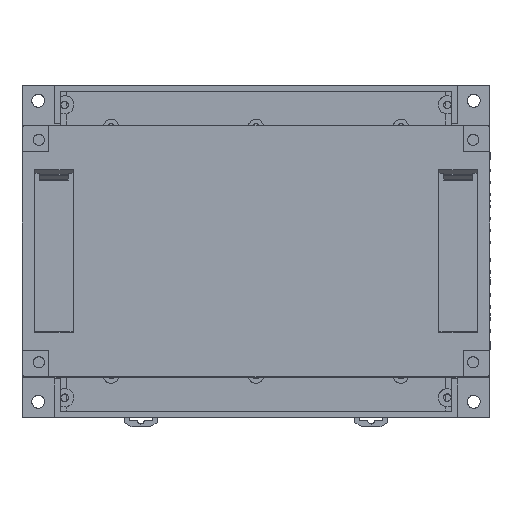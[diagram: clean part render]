
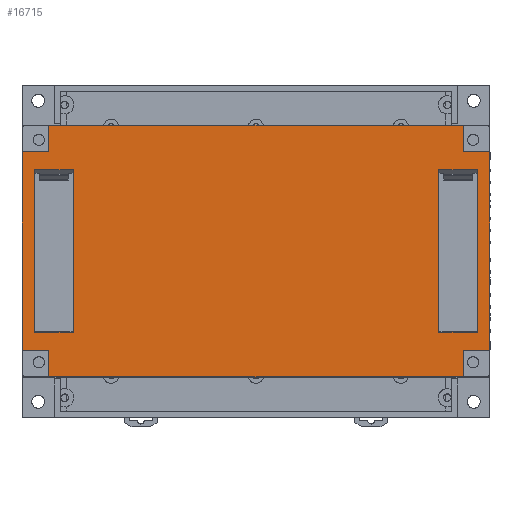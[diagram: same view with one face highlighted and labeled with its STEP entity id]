
A CAD part, top view. The second image highlights one B-rep face of the part: STEP entity #16715.
In plain terms, the highlighted free-form (B-spline) face has degree [1, 1] with [2, 2] control points.
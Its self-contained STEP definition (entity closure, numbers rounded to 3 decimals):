
#12894 = VERTEX_POINT('',#12895);
#12895 = CARTESIAN_POINT('',(-69.702,31.02,
    69.126));
#12915 = VERTEX_POINT('',#12916);
#12916 = CARTESIAN_POINT('',(-69.702,-31.02,
    69.126));
#12921 = EDGE_CURVE('',#12915,#12894,#12922,.T.);
#12922 = B_SPLINE_CURVE_WITH_KNOTS('',1,(#12923,#12924),.UNSPECIFIED.,
  .F.,.F.,(2,2),(0.,53.85),.PIECEWISE_BEZIER_KNOTS.);
#12923 = CARTESIAN_POINT('',(-69.702,-31.02,
    69.126));
#12924 = CARTESIAN_POINT('',(-69.702,31.02,
    69.126));
#12951 = VERTEX_POINT('',#12952);
#12952 = CARTESIAN_POINT('',(-84.564,31.02,
    69.126));
#12957 = EDGE_CURVE('',#12951,#12958,#12960,.T.);
#12958 = VERTEX_POINT('',#12959);
#12959 = CARTESIAN_POINT('',(-84.564,-31.02,
    69.126));
#12960 = B_SPLINE_CURVE_WITH_KNOTS('',1,(#12961,#12962),.UNSPECIFIED.,
  .F.,.F.,(2,2),(-53.85,-0.),.PIECEWISE_BEZIER_KNOTS.);
#12961 = CARTESIAN_POINT('',(-84.564,31.02,
    69.126));
#12962 = CARTESIAN_POINT('',(-84.564,-31.02,
    69.126));
#12984 = EDGE_CURVE('',#12894,#12951,#12985,.T.);
#12985 = B_SPLINE_CURVE_WITH_KNOTS('',1,(#12986,#12987),.UNSPECIFIED.,
  .F.,.F.,(2,2),(-12.9,-0.),.PIECEWISE_BEZIER_KNOTS.);
#12986 = CARTESIAN_POINT('',(-69.702,31.02,
    69.126));
#12987 = CARTESIAN_POINT('',(-84.564,31.02,
    69.126));
#13000 = VERTEX_POINT('',#13001);
#13001 = CARTESIAN_POINT('',(84.564,31.02,
    69.126));
#13021 = VERTEX_POINT('',#13022);
#13022 = CARTESIAN_POINT('',(84.564,-31.02,
    69.126));
#13027 = EDGE_CURVE('',#13021,#13000,#13028,.T.);
#13028 = B_SPLINE_CURVE_WITH_KNOTS('',1,(#13029,#13030),.UNSPECIFIED.,
  .F.,.F.,(2,2),(0.,53.85),.PIECEWISE_BEZIER_KNOTS.);
#13029 = CARTESIAN_POINT('',(84.564,-31.02,
    69.126));
#13030 = CARTESIAN_POINT('',(84.564,31.02,
    69.126));
#13057 = VERTEX_POINT('',#13058);
#13058 = CARTESIAN_POINT('',(69.702,31.02,
    69.126));
#13063 = EDGE_CURVE('',#13057,#13064,#13066,.T.);
#13064 = VERTEX_POINT('',#13065);
#13065 = CARTESIAN_POINT('',(69.702,-31.02,
    69.126));
#13066 = B_SPLINE_CURVE_WITH_KNOTS('',1,(#13067,#13068),.UNSPECIFIED.,
  .F.,.F.,(2,2),(-53.85,-0.),.PIECEWISE_BEZIER_KNOTS.);
#13067 = CARTESIAN_POINT('',(69.702,31.02,
    69.126));
#13068 = CARTESIAN_POINT('',(69.702,-31.02,
    69.126));
#13090 = EDGE_CURVE('',#13000,#13057,#13091,.T.);
#13091 = B_SPLINE_CURVE_WITH_KNOTS('',1,(#13092,#13093),.UNSPECIFIED.,
  .F.,.F.,(2,2),(0.,12.9),.PIECEWISE_BEZIER_KNOTS.);
#13092 = CARTESIAN_POINT('',(84.564,31.02,
    69.126));
#13093 = CARTESIAN_POINT('',(69.702,31.02,
    69.126));
#15391 = VERTEX_POINT('',#15392);
#15392 = CARTESIAN_POINT('',(-79.034,48.043,
    69.126));
#15397 = EDGE_CURVE('',#15391,#15398,#15400,.T.);
#15398 = VERTEX_POINT('',#15399);
#15399 = CARTESIAN_POINT('',(79.034,48.043,
    69.126));
#15400 = B_SPLINE_CURVE_WITH_KNOTS('',1,(#15401,#15402),.UNSPECIFIED.,
  .F.,.F.,(2,2),(8.9,146.1),.PIECEWISE_BEZIER_KNOTS.);
#15401 = CARTESIAN_POINT('',(-79.034,48.043,
    69.126));
#15402 = CARTESIAN_POINT('',(79.034,48.043,
    69.126));
#16010 = VERTEX_POINT('',#16011);
#16011 = CARTESIAN_POINT('',(89.288,37.789,
    69.126));
#16016 = EDGE_CURVE('',#16010,#16017,#16019,.T.);
#16017 = VERTEX_POINT('',#16018);
#16018 = CARTESIAN_POINT('',(89.288,-37.789,
    69.126));
#16019 = B_SPLINE_CURVE_WITH_KNOTS('',1,(#16020,#16021),.UNSPECIFIED.,
  .F.,.F.,(2,2),(8.9,74.5),.PIECEWISE_BEZIER_KNOTS.);
#16020 = CARTESIAN_POINT('',(89.288,37.789,
    69.126));
#16021 = CARTESIAN_POINT('',(89.288,-37.789,
    69.126));
#16101 = VERTEX_POINT('',#16102);
#16102 = CARTESIAN_POINT('',(79.034,-48.043,
    69.126));
#16107 = EDGE_CURVE('',#16101,#16108,#16110,.T.);
#16108 = VERTEX_POINT('',#16109);
#16109 = CARTESIAN_POINT('',(-79.034,-48.043,
    69.126));
#16110 = B_SPLINE_CURVE_WITH_KNOTS('',1,(#16111,#16112),.UNSPECIFIED.,
  .F.,.F.,(2,2),(-146.1,-8.9),.PIECEWISE_BEZIER_KNOTS.);
#16111 = CARTESIAN_POINT('',(79.034,-48.043,
    69.126));
#16112 = CARTESIAN_POINT('',(-79.034,-48.043,
    69.126));
#16684 = VERTEX_POINT('',#16685);
#16685 = CARTESIAN_POINT('',(-89.288,-37.789,
    69.126));
#16690 = EDGE_CURVE('',#16684,#16691,#16693,.T.);
#16691 = VERTEX_POINT('',#16692);
#16692 = CARTESIAN_POINT('',(-89.288,37.789,
    69.126));
#16693 = B_SPLINE_CURVE_WITH_KNOTS('',1,(#16694,#16695),.UNSPECIFIED.,
  .F.,.F.,(2,2),(-74.5,-8.9),.PIECEWISE_BEZIER_KNOTS.);
#16694 = CARTESIAN_POINT('',(-89.288,-37.789,
    69.126));
#16695 = CARTESIAN_POINT('',(-89.288,37.789,
    69.126));
#16715 = ADVANCED_FACE('',(#16716,#16726,#16736),#16790,.F.);
#16716 = FACE_BOUND('',#16717,.T.);
#16717 = EDGE_LOOP('',(#16718,#16719,#16720,#16725));
#16718 = ORIENTED_EDGE('',*,*,#12984,.F.);
#16719 = ORIENTED_EDGE('',*,*,#12921,.F.);
#16720 = ORIENTED_EDGE('',*,*,#16721,.F.);
#16721 = EDGE_CURVE('',#12958,#12915,#16722,.T.);
#16722 = B_SPLINE_CURVE_WITH_KNOTS('',1,(#16723,#16724),.UNSPECIFIED.,
  .F.,.F.,(2,2),(0.,12.9),.PIECEWISE_BEZIER_KNOTS.);
#16723 = CARTESIAN_POINT('',(-84.564,-31.02,
    69.126));
#16724 = CARTESIAN_POINT('',(-69.702,-31.02,
    69.126));
#16725 = ORIENTED_EDGE('',*,*,#12957,.F.);
#16726 = FACE_BOUND('',#16727,.T.);
#16727 = EDGE_LOOP('',(#16728,#16729,#16730,#16735));
#16728 = ORIENTED_EDGE('',*,*,#13090,.F.);
#16729 = ORIENTED_EDGE('',*,*,#13027,.F.);
#16730 = ORIENTED_EDGE('',*,*,#16731,.F.);
#16731 = EDGE_CURVE('',#13064,#13021,#16732,.T.);
#16732 = B_SPLINE_CURVE_WITH_KNOTS('',1,(#16733,#16734),.UNSPECIFIED.,
  .F.,.F.,(2,2),(-12.9,0.),.PIECEWISE_BEZIER_KNOTS.);
#16733 = CARTESIAN_POINT('',(69.702,-31.02,
    69.126));
#16734 = CARTESIAN_POINT('',(84.564,-31.02,
    69.126));
#16735 = ORIENTED_EDGE('',*,*,#13063,.F.);
#16736 = FACE_BOUND('',#16737,.T.);
#16737 = EDGE_LOOP('',(#16738,#16739,#16746,#16751,#16752,#16759,#16764,
    #16765,#16772,#16777,#16778,#16785));
#16738 = ORIENTED_EDGE('',*,*,#16107,.F.);
#16739 = ORIENTED_EDGE('',*,*,#16740,.F.);
#16740 = EDGE_CURVE('',#16741,#16101,#16743,.T.);
#16741 = VERTEX_POINT('',#16742);
#16742 = CARTESIAN_POINT('',(79.034,-37.789,
    69.126));
#16743 = B_SPLINE_CURVE_WITH_KNOTS('',1,(#16744,#16745),.UNSPECIFIED.,
  .F.,.F.,(2,2),(0.,8.9),.PIECEWISE_BEZIER_KNOTS.);
#16744 = CARTESIAN_POINT('',(79.034,-37.789,
    69.126));
#16745 = CARTESIAN_POINT('',(79.034,-48.043,
    69.126));
#16746 = ORIENTED_EDGE('',*,*,#16747,.F.);
#16747 = EDGE_CURVE('',#16017,#16741,#16748,.T.);
#16748 = B_SPLINE_CURVE_WITH_KNOTS('',1,(#16749,#16750),.UNSPECIFIED.,
  .F.,.F.,(2,2),(0.,8.9),.PIECEWISE_BEZIER_KNOTS.);
#16749 = CARTESIAN_POINT('',(89.288,-37.789,
    69.126));
#16750 = CARTESIAN_POINT('',(79.034,-37.789,
    69.126));
#16751 = ORIENTED_EDGE('',*,*,#16016,.F.);
#16752 = ORIENTED_EDGE('',*,*,#16753,.F.);
#16753 = EDGE_CURVE('',#16754,#16010,#16756,.T.);
#16754 = VERTEX_POINT('',#16755);
#16755 = CARTESIAN_POINT('',(79.034,37.789,
    69.126));
#16756 = B_SPLINE_CURVE_WITH_KNOTS('',1,(#16757,#16758),.UNSPECIFIED.,
  .F.,.F.,(2,2),(-8.9,0.),.PIECEWISE_BEZIER_KNOTS.);
#16757 = CARTESIAN_POINT('',(79.034,37.789,
    69.126));
#16758 = CARTESIAN_POINT('',(89.288,37.789,
    69.126));
#16759 = ORIENTED_EDGE('',*,*,#16760,.F.);
#16760 = EDGE_CURVE('',#15398,#16754,#16761,.T.);
#16761 = B_SPLINE_CURVE_WITH_KNOTS('',1,(#16762,#16763),.UNSPECIFIED.,
  .F.,.F.,(2,2),(-8.9,-0.),.PIECEWISE_BEZIER_KNOTS.);
#16762 = CARTESIAN_POINT('',(79.034,48.043,
    69.126));
#16763 = CARTESIAN_POINT('',(79.034,37.789,
    69.126));
#16764 = ORIENTED_EDGE('',*,*,#15397,.F.);
#16765 = ORIENTED_EDGE('',*,*,#16766,.F.);
#16766 = EDGE_CURVE('',#16767,#15391,#16769,.T.);
#16767 = VERTEX_POINT('',#16768);
#16768 = CARTESIAN_POINT('',(-79.034,37.789,
    69.126));
#16769 = B_SPLINE_CURVE_WITH_KNOTS('',1,(#16770,#16771),.UNSPECIFIED.,
  .F.,.F.,(2,2),(0.,8.9),.PIECEWISE_BEZIER_KNOTS.);
#16770 = CARTESIAN_POINT('',(-79.034,37.789,
    69.126));
#16771 = CARTESIAN_POINT('',(-79.034,48.043,
    69.126));
#16772 = ORIENTED_EDGE('',*,*,#16773,.F.);
#16773 = EDGE_CURVE('',#16691,#16767,#16774,.T.);
#16774 = B_SPLINE_CURVE_WITH_KNOTS('',1,(#16775,#16776),.UNSPECIFIED.,
  .F.,.F.,(2,2),(0.,8.9),.PIECEWISE_BEZIER_KNOTS.);
#16775 = CARTESIAN_POINT('',(-89.288,37.789,
    69.126));
#16776 = CARTESIAN_POINT('',(-79.034,37.789,
    69.126));
#16777 = ORIENTED_EDGE('',*,*,#16690,.F.);
#16778 = ORIENTED_EDGE('',*,*,#16779,.F.);
#16779 = EDGE_CURVE('',#16780,#16684,#16782,.T.);
#16780 = VERTEX_POINT('',#16781);
#16781 = CARTESIAN_POINT('',(-79.034,-37.789,
    69.126));
#16782 = B_SPLINE_CURVE_WITH_KNOTS('',1,(#16783,#16784),.UNSPECIFIED.,
  .F.,.F.,(2,2),(-8.9,-0.),.PIECEWISE_BEZIER_KNOTS.);
#16783 = CARTESIAN_POINT('',(-79.034,-37.789,
    69.126));
#16784 = CARTESIAN_POINT('',(-89.288,-37.789,
    69.126));
#16785 = ORIENTED_EDGE('',*,*,#16786,.F.);
#16786 = EDGE_CURVE('',#16108,#16780,#16787,.T.);
#16787 = B_SPLINE_CURVE_WITH_KNOTS('',1,(#16788,#16789),.UNSPECIFIED.,
  .F.,.F.,(2,2),(-8.9,0.),.PIECEWISE_BEZIER_KNOTS.);
#16788 = CARTESIAN_POINT('',(-79.034,-48.043,
    69.126));
#16789 = CARTESIAN_POINT('',(-79.034,-37.789,
    69.126));
#16790 = B_SPLINE_SURFACE_WITH_KNOTS('',1,1,(
    (#16791,#16792)
    ,(#16793,#16794
  )),.UNSPECIFIED.,.F.,.F.,.F.,(2,2),(2,2),(-77.5,77.5),(-41.7,41.7),
  .PIECEWISE_BEZIER_KNOTS.);
#16791 = CARTESIAN_POINT('',(89.288,-48.043,
    69.126));
#16792 = CARTESIAN_POINT('',(89.288,48.043,
    69.126));
#16793 = CARTESIAN_POINT('',(-89.288,-48.043,
    69.126));
#16794 = CARTESIAN_POINT('',(-89.288,48.043,
    69.126));
